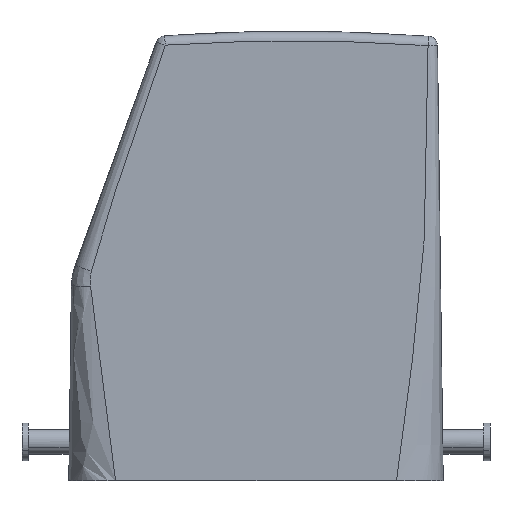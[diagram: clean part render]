
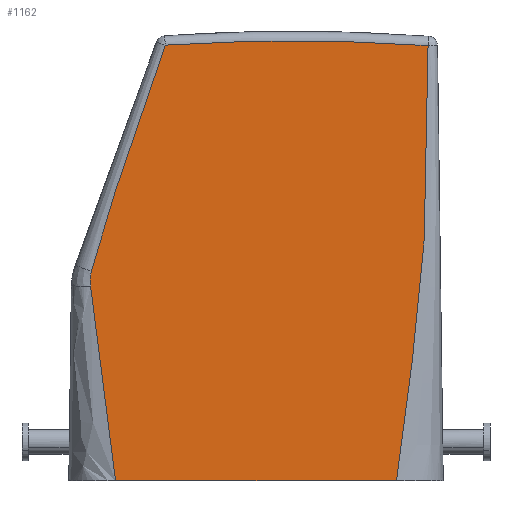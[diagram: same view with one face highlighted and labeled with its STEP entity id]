
A CAD part, left-side view. The second image highlights one B-rep face of the part: STEP entity #1162.
In plain terms, the highlighted planar face has unit normal (-1, 0, 0).
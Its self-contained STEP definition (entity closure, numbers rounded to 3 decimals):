
#1093=AXIS2_PLACEMENT_3D('Plane Axis2P3D',#1090,#1091,#1092) ;
#1151=AXIS2_PLACEMENT_3D('Circle Axis2P3D',#1149,#1150,$) ;
#525=CARTESIAN_POINT('Vertex',(0.,9.929,69.72)) ;
#529=CARTESIAN_POINT('Control Point',(0.,9.929,69.72)) ;
#530=CARTESIAN_POINT('Control Point',(0.,9.927,68.515)) ;
#531=CARTESIAN_POINT('Control Point',(0.,9.928,67.329)) ;
#532=CARTESIAN_POINT('Control Point',(0.,9.93,66.124)) ;
#533=CARTESIAN_POINT('Control Point',(0.,9.938,63.733)) ;
#534=CARTESIAN_POINT('Control Point',(0.,9.953,61.335)) ;
#535=CARTESIAN_POINT('Control Point',(0.,9.963,60.139)) ;
#536=CARTESIAN_POINT('Control Point',(0.,9.995,56.739)) ;
#537=CARTESIAN_POINT('Control Point',(0.,10.04,53.34)) ;
#538=CARTESIAN_POINT('Control Point',(0.,10.078,50.997)) ;
#539=CARTESIAN_POINT('Control Point',(0.,10.19,45.688)) ;
#540=CARTESIAN_POINT('Control Point',(0.,10.412,40.381)) ;
#541=CARTESIAN_POINT('Control Point',(0.,10.597,37.276)) ;
#542=CARTESIAN_POINT('Control Point',(0.,11.077,31.069)) ;
#543=CARTESIAN_POINT('Control Point',(0.,11.744,24.872)) ;
#544=CARTESIAN_POINT('Control Point',(0.,12.117,21.777)) ;
#545=CARTESIAN_POINT('Control Point',(0.,12.769,16.69)) ;
#546=CARTESIAN_POINT('Control Point',(0.,13.452,11.605)) ;
#547=CARTESIAN_POINT('Control Point',(0.,13.721,9.611)) ;
#548=CARTESIAN_POINT('Control Point',(0.,14.141,6.482)) ;
#549=CARTESIAN_POINT('Control Point',(0.,14.553,3.353)) ;
#550=CARTESIAN_POINT('Control Point',(0.,14.699,2.234)) ;
#551=CARTESIAN_POINT('Control Point',(0.,14.843,1.118)) ;
#552=CARTESIAN_POINT('Control Point',(0.,14.987,0.)) ;
#553=CARTESIAN_POINT('Vertex',(0.,14.987,0.)) ;
#582=CARTESIAN_POINT('Line Origine',(0.,37.5,0.)) ;
#586=CARTESIAN_POINT('Vertex',(0.,60.014,0.)) ;
#1090=CARTESIAN_POINT('Axis2P3D Location',(0.,-0.533,-30.8)) ;
#1096=CARTESIAN_POINT('Control Point',(0.,52.034,69.793)) ;
#1097=CARTESIAN_POINT('Control Point',(0.,52.17,69.41)) ;
#1098=CARTESIAN_POINT('Control Point',(0.,52.304,69.029)) ;
#1099=CARTESIAN_POINT('Control Point',(0.,52.406,68.742)) ;
#1100=CARTESIAN_POINT('Control Point',(0.,53.939,64.389)) ;
#1101=CARTESIAN_POINT('Control Point',(0.,55.451,60.03)) ;
#1102=CARTESIAN_POINT('Control Point',(0.,56.806,56.044)) ;
#1103=CARTESIAN_POINT('Control Point',(0.,58.287,51.69)) ;
#1104=CARTESIAN_POINT('Control Point',(0.,59.727,47.325)) ;
#1105=CARTESIAN_POINT('Control Point',(0.,59.892,46.822)) ;
#1106=CARTESIAN_POINT('Control Point',(0.,60.25,45.73)) ;
#1107=CARTESIAN_POINT('Control Point',(0.,60.603,44.641)) ;
#1108=CARTESIAN_POINT('Control Point',(0.,60.833,43.924)) ;
#1109=CARTESIAN_POINT('Control Point',(0.,61.17,42.863)) ;
#1110=CARTESIAN_POINT('Control Point',(0.,61.502,41.798)) ;
#1111=CARTESIAN_POINT('Control Point',(0.,61.608,41.458)) ;
#1112=CARTESIAN_POINT('Control Point',(0.,62.022,40.114)) ;
#1113=CARTESIAN_POINT('Control Point',(0.,62.426,38.767)) ;
#1114=CARTESIAN_POINT('Control Point',(0.,62.721,37.761)) ;
#1115=CARTESIAN_POINT('Control Point',(0.,63.135,36.313)) ;
#1116=CARTESIAN_POINT('Control Point',(0.,63.535,34.864)) ;
#1117=CARTESIAN_POINT('Control Point',(0.,63.655,34.424)) ;
#1118=CARTESIAN_POINT('Control Point',(0.,63.773,33.984)) ;
#1119=CARTESIAN_POINT('Control Point',(0.,63.891,33.543)) ;
#1120=CARTESIAN_POINT('Vertex',(0.,63.891,33.543)) ;
#1122=CARTESIAN_POINT('Vertex',(0.,52.034,69.793)) ;
#1126=CARTESIAN_POINT('Control Point',(0.,63.891,33.543)) ;
#1127=CARTESIAN_POINT('Control Point',(0.,63.999,33.073)) ;
#1128=CARTESIAN_POINT('Control Point',(0.,64.067,32.594)) ;
#1129=CARTESIAN_POINT('Control Point',(0.,64.091,32.11)) ;
#1130=CARTESIAN_POINT('Control Point',(0.,64.07,31.629)) ;
#1131=CARTESIAN_POINT('Control Point',(0.,64.005,31.16)) ;
#1132=CARTESIAN_POINT('Vertex',(0.,64.005,31.16)) ;
#1136=CARTESIAN_POINT('Control Point',(0.,64.005,31.16)) ;
#1137=CARTESIAN_POINT('Control Point',(0.,63.623,26.989)) ;
#1138=CARTESIAN_POINT('Control Point',(0.,63.145,22.822)) ;
#1139=CARTESIAN_POINT('Control Point',(0.,62.593,18.694)) ;
#1140=CARTESIAN_POINT('Control Point',(0.,61.923,13.92)) ;
#1141=CARTESIAN_POINT('Control Point',(0.,61.256,9.14)) ;
#1142=CARTESIAN_POINT('Control Point',(0.,61.16,8.451)) ;
#1143=CARTESIAN_POINT('Control Point',(0.,60.87,6.362)) ;
#1144=CARTESIAN_POINT('Control Point',(0.,60.587,4.298)) ;
#1145=CARTESIAN_POINT('Control Point',(0.,60.399,2.906)) ;
#1146=CARTESIAN_POINT('Control Point',(0.,60.206,1.459)) ;
#1147=CARTESIAN_POINT('Control Point',(0.,60.014,0.)) ;
#1149=CARTESIAN_POINT('Axis2P3D Location',(0.,31.5,-228.)) ;
#583=DIRECTION('Vector Direction',(0.,-1.,0.)) ;
#1091=DIRECTION('Axis2P3D Direction',(-1.,0.,0.)) ;
#1092=DIRECTION('Axis2P3D XDirection',(0.,-0.17,0.985)) ;
#1150=DIRECTION('Axis2P3D Direction',(-1.,0.,0.)) ;
#584=VECTOR('Line Direction',#583,1.) ;
#1155=ORIENTED_EDGE('',*,*,#1124,.F.) ;
#1156=ORIENTED_EDGE('',*,*,#1134,.F.) ;
#1157=ORIENTED_EDGE('',*,*,#1148,.F.) ;
#1158=ORIENTED_EDGE('',*,*,#588,.T.) ;
#1159=ORIENTED_EDGE('',*,*,#555,.T.) ;
#1160=ORIENTED_EDGE('',*,*,#1153,.T.) ;
#1162=ADVANCED_FACE('Hood',(#1161),#1094,.T.) ;
#528=B_SPLINE_CURVE_WITH_KNOTS('',5,(#529,#530,#531,#532,#533,#534,#535,#536,#537,#538,#539,#540,#541,#542,#543,#544,#545,#546,#547,#548,#549,#550,#551,#552),.UNSPECIFIED.,.F.,.U.,(6,3,3,3,3,3,3,6),(30.496,36.488,42.48,53.502,69.05,84.599,94.635,100.339),.UNSPECIFIED.) ;
#1095=B_SPLINE_CURVE_WITH_KNOTS('',5,(#1096,#1097,#1098,#1099,#1100,#1101,#1102,#1103,#1104,#1105,#1106,#1107,#1108,#1109,#1110,#1111,#1112,#1113,#1114,#1115,#1116,#1117,#1118,#1119),.UNSPECIFIED.,.F.,.U.,(6,3,3,3,3,3,3,6),(0.,2.842,32.577,35.347,40.708,43.241,50.664,53.896),.UNSPECIFIED.) ;
#1125=B_SPLINE_CURVE_WITH_KNOTS('',5,(#1126,#1127,#1128,#1129,#1130,#1131),.UNSPECIFIED.,.F.,.U.,(6,6),(0.,3.396),.UNSPECIFIED.) ;
#1135=B_SPLINE_CURVE_WITH_KNOTS('',5,(#1136,#1137,#1138,#1139,#1140,#1141,#1142,#1143,#1144,#1145,#1146,#1147),.UNSPECIFIED.,.F.,.U.,(6,3,3,6),(0.,29.567,33.929,44.422),.UNSPECIFIED.) ;
#1152=CIRCLE('generated circle',#1151,298.5) ;
#555=EDGE_CURVE('',#554,#526,#528,.F.) ;
#588=EDGE_CURVE('',#587,#554,#585,.T.) ;
#1124=EDGE_CURVE('',#1121,#1123,#1095,.F.) ;
#1134=EDGE_CURVE('',#1133,#1121,#1125,.F.) ;
#1148=EDGE_CURVE('',#587,#1133,#1135,.F.) ;
#1153=EDGE_CURVE('',#526,#1123,#1152,.T.) ;
#1154=EDGE_LOOP('',(#1155,#1156,#1157,#1158,#1159,#1160)) ;
#1161=FACE_OUTER_BOUND('',#1154,.T.) ;
#585=LINE('Line',#582,#584) ;
#1094=PLANE('',#1093) ;
#526=VERTEX_POINT('',#525) ;
#554=VERTEX_POINT('',#553) ;
#587=VERTEX_POINT('',#586) ;
#1121=VERTEX_POINT('',#1120) ;
#1123=VERTEX_POINT('',#1122) ;
#1133=VERTEX_POINT('',#1132) ;
